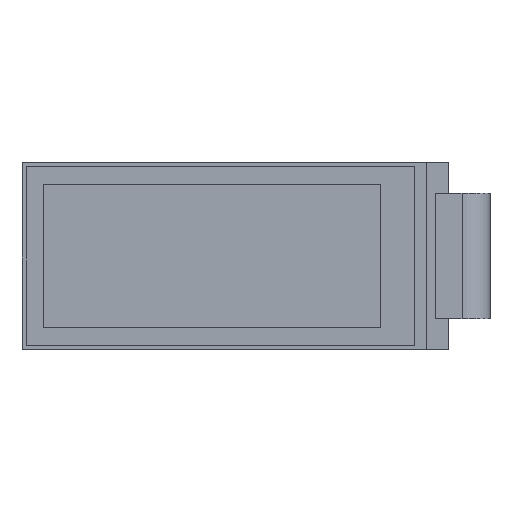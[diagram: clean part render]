
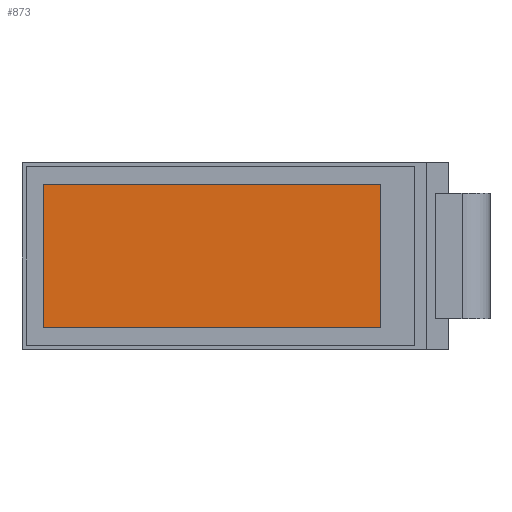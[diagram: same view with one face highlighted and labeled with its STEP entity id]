
A CAD part, top view. The second image highlights one B-rep face of the part: STEP entity #873.
In plain terms, the highlighted planar face has unit normal (0, 0, 1).
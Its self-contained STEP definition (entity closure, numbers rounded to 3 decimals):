
#49=FACE_OUTER_BOUND('',#103,.T.);
#103=EDGE_LOOP('',(#593,#594,#595,#596));
#157=LINE('',#1248,#267);
#160=LINE('',#1254,#270);
#163=LINE('',#1260,#273);
#166=LINE('',#1264,#276);
#267=VECTOR('',#1010,10.);
#270=VECTOR('',#1015,10.);
#273=VECTOR('',#1020,10.);
#276=VECTOR('',#1025,10.);
#377=VERTEX_POINT('',#1245);
#378=VERTEX_POINT('',#1247);
#380=VERTEX_POINT('',#1253);
#382=VERTEX_POINT('',#1259);
#457=EDGE_CURVE('',#378,#377,#157,.T.);
#460=EDGE_CURVE('',#380,#378,#160,.T.);
#463=EDGE_CURVE('',#382,#380,#163,.T.);
#466=EDGE_CURVE('',#377,#382,#166,.T.);
#593=ORIENTED_EDGE('',*,*,#466,.T.);
#594=ORIENTED_EDGE('',*,*,#463,.T.);
#595=ORIENTED_EDGE('',*,*,#460,.T.);
#596=ORIENTED_EDGE('',*,*,#457,.T.);
#825=PLANE('',#946);
#873=ADVANCED_FACE('',(#49),#825,.T.);
#946=AXIS2_PLACEMENT_3D('',#1265,#1026,#1027);
#1010=DIRECTION('',(0.,-1.,0.));
#1015=DIRECTION('',(-1.,0.,0.));
#1020=DIRECTION('',(0.,1.,0.));
#1025=DIRECTION('',(1.,0.,0.));
#1026=DIRECTION('center_axis',(0.,0.,1.));
#1027=DIRECTION('ref_axis',(1.,0.,0.));
#1245=CARTESIAN_POINT('',(22.,13.256,0.23));
#1247=CARTESIAN_POINT('',(22.,24.,0.23));
#1248=CARTESIAN_POINT('',(22.,13.256,0.23));
#1253=CARTESIAN_POINT('',(47.28,24.,0.23));
#1254=CARTESIAN_POINT('',(22.,24.,0.23));
#1259=CARTESIAN_POINT('',(47.28,13.256,0.23));
#1260=CARTESIAN_POINT('',(47.28,24.,0.23));
#1264=CARTESIAN_POINT('',(47.28,13.256,0.23));
#1265=CARTESIAN_POINT('Origin',(34.64,18.628,0.23));
